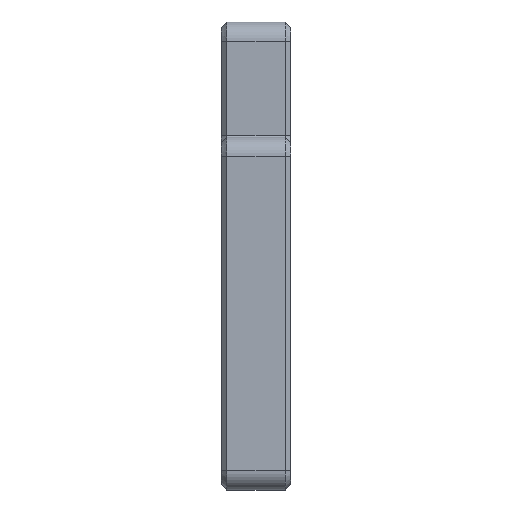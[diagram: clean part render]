
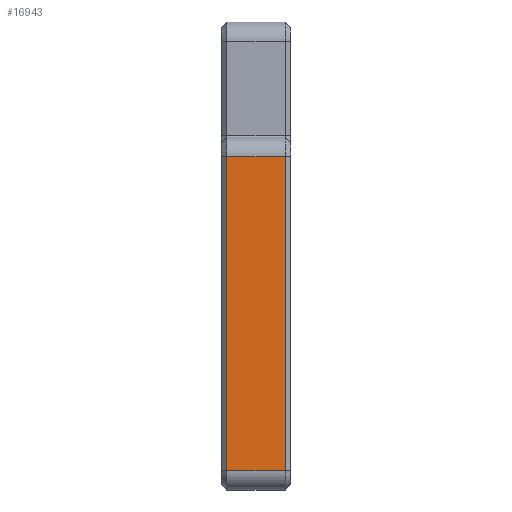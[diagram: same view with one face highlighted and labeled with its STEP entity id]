
A CAD part, left-side view. The second image highlights one B-rep face of the part: STEP entity #16943.
In plain terms, the highlighted planar face has unit normal (-1, 0, 0).
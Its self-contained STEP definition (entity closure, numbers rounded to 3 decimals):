
#2067=FACE_OUTER_BOUND('',#3035,.T.);
#3035=EDGE_LOOP('',(#15433,#15434,#15435,#15436));
#4749=LINE('',#28680,#6491);
#4768=LINE('',#28732,#6510);
#4769=LINE('',#28736,#6511);
#4770=LINE('',#28737,#6512);
#6491=VECTOR('',#22975,10.);
#6510=VECTOR('',#23036,10.);
#6511=VECTOR('',#23041,10.);
#6512=VECTOR('',#23042,10.);
#8131=VERTEX_POINT('',#28674);
#8132=VERTEX_POINT('',#28678);
#8144=VERTEX_POINT('',#28731);
#8145=VERTEX_POINT('',#28735);
#10562=EDGE_CURVE('',#8131,#8132,#4749,.T.);
#10588=EDGE_CURVE('',#8144,#8132,#4768,.T.);
#10590=EDGE_CURVE('',#8145,#8131,#4769,.T.);
#10591=EDGE_CURVE('',#8144,#8145,#4770,.T.);
#15433=ORIENTED_EDGE('',*,*,#10590,.F.);
#15434=ORIENTED_EDGE('',*,*,#10591,.F.);
#15435=ORIENTED_EDGE('',*,*,#10588,.T.);
#15436=ORIENTED_EDGE('',*,*,#10562,.F.);
#16073=PLANE('',#18414);
#16943=ADVANCED_FACE('',(#2067),#16073,.T.);
#18414=AXIS2_PLACEMENT_3D('',#28734,#23039,#23040);
#22975=DIRECTION('',(0.,0.,1.));
#23036=DIRECTION('',(0.,1.,0.));
#23039=DIRECTION('center_axis',(-1.,0.,0.));
#23040=DIRECTION('ref_axis',(0.,0.,1.));
#23041=DIRECTION('',(0.,1.,0.));
#23042=DIRECTION('',(0.,0.,-1.));
#28674=CARTESIAN_POINT('',(-103.7,4.,-60.));
#28678=CARTESIAN_POINT('',(-103.7,4.,0.));
#28680=CARTESIAN_POINT('',(-103.7,4.,-39.5));
#28731=CARTESIAN_POINT('',(-103.7,-7.2,0.));
#28732=CARTESIAN_POINT('',(-103.7,0.,0.));
#28734=CARTESIAN_POINT('Origin',(-103.7,0.,-60.));
#28735=CARTESIAN_POINT('',(-103.7,-7.2,-60.));
#28736=CARTESIAN_POINT('',(-103.7,0.,-60.));
#28737=CARTESIAN_POINT('',(-103.7,-7.2,-39.5));
